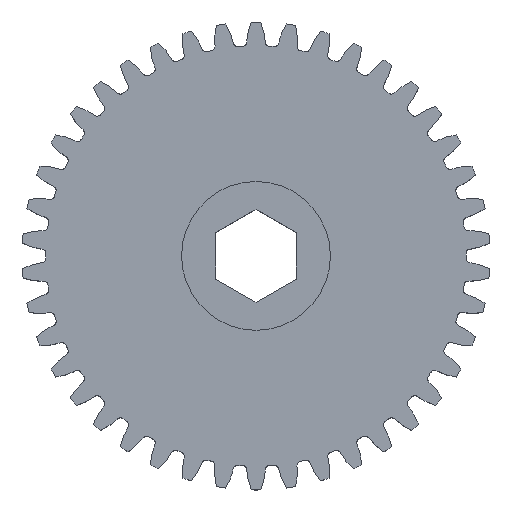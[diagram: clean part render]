
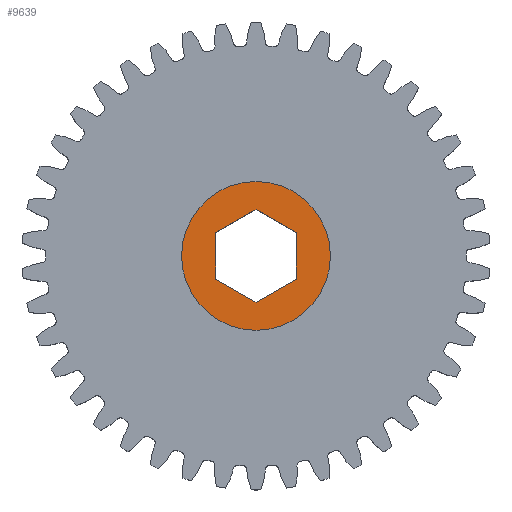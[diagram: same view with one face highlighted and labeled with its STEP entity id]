
A CAD part, top view. The second image highlights one B-rep face of the part: STEP entity #9639.
In plain terms, the highlighted planar face has unit normal (0, 0, 1).
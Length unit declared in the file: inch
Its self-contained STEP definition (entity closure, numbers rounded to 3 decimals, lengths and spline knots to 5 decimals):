
#21 = AXIS2_PLACEMENT_3D ( 'NONE', #10041, #2063, #11334 ) ;
#124 = VERTEX_POINT ( 'NONE', #13032 ) ;
#171 = DIRECTION ( 'NONE',  ( -0.866, 0.5, 0. ) ) ;
#222 = VERTEX_POINT ( 'NONE', #10470 ) ;
#346 = AXIS2_PLACEMENT_3D ( 'NONE', #5900, #3220, #1991 ) ;
#451 = CARTESIAN_POINT ( 'NONE',  ( 0., -0.21824, 0.249 ) ) ;
#557 = VERTEX_POINT ( 'NONE', #4707 ) ;
#1580 = CARTESIAN_POINT ( 'NONE',  ( -0.189, -0.10912, 0.249 ) ) ;
#1720 = CARTESIAN_POINT ( 'NONE',  ( 0.189, 0.10912, 0.249 ) ) ;
#1829 = VERTEX_POINT ( 'NONE', #10394 ) ;
#1991 = DIRECTION ( 'NONE',  ( 1., 0., 0. ) ) ;
#2063 = DIRECTION ( 'NONE',  ( 0., 0., 1. ) ) ;
#2253 = VECTOR ( 'NONE', #12127, 39.37008 ) ;
#2317 = EDGE_CURVE ( 'NONE', #557, #124, #12511, .T. ) ;
#2875 = VERTEX_POINT ( 'NONE', #451 ) ;
#2922 = CARTESIAN_POINT ( 'NONE',  ( 0.189, 0.10912, 0.249 ) ) ;
#2951 = CARTESIAN_POINT ( 'NONE',  ( -0.35, 0., 0.249 ) ) ;
#3220 = DIRECTION ( 'NONE',  ( 0., 0., 1. ) ) ;
#4567 = ORIENTED_EDGE ( 'NONE', *, *, #15095, .T. ) ;
#4676 = EDGE_CURVE ( 'NONE', #124, #11921, #6978, .T. ) ;
#4707 = CARTESIAN_POINT ( 'NONE',  ( -0.189, 0.10912, 0.249 ) ) ;
#4722 = VERTEX_POINT ( 'NONE', #16660 ) ;
#4933 = EDGE_CURVE ( 'NONE', #4722, #13128, #16362, .T. ) ;
#5116 = ORIENTED_EDGE ( 'NONE', *, *, #15390, .T. ) ;
#5128 = CARTESIAN_POINT ( 'NONE',  ( 0., 0.21824, 0.249 ) ) ;
#5153 = DIRECTION ( 'NONE',  ( -0.866, -0.5, 0. ) ) ;
#5361 = DIRECTION ( 'NONE',  ( 0.866, 0.5, 0. ) ) ;
#5396 = VECTOR ( 'NONE', #9568, 39.37008 ) ;
#5426 = CARTESIAN_POINT ( 'NONE',  ( 0.189, -0.10912, 0.249 ) ) ;
#5452 = ORIENTED_EDGE ( 'NONE', *, *, #2317, .T. ) ;
#5590 = ORIENTED_EDGE ( 'NONE', *, *, #4933, .T. ) ;
#5900 = CARTESIAN_POINT ( 'NONE',  ( 0., 0., 0.249 ) ) ;
#5959 = PLANE ( 'NONE',  #346 ) ;
#6214 = LINE ( 'NONE', #1580, #5396 ) ;
#6478 = CARTESIAN_POINT ( 'NONE',  ( -0.189, 0.10912, 0.249 ) ) ;
#6532 = VECTOR ( 'NONE', #5153, 39.37008 ) ;
#6978 = LINE ( 'NONE', #5128, #13881 ) ;
#7277 = CARTESIAN_POINT ( 'NONE',  ( 0., 0., 0.249 ) ) ;
#8632 = DIRECTION ( 'NONE',  ( 1., 0., 0. ) ) ;
#9052 = FACE_OUTER_BOUND ( 'NONE', #10790, .T. ) ;
#9387 = ORIENTED_EDGE ( 'NONE', *, *, #13307, .T. ) ;
#9504 = CARTESIAN_POINT ( 'NONE',  ( 0., -0.21824, 0.249 ) ) ;
#9568 = DIRECTION ( 'NONE',  ( 0., 1., 0. ) ) ;
#9639 = ADVANCED_FACE ( 'NONE', ( #12438, #9052 ), #5959, .T. ) ;
#10041 = CARTESIAN_POINT ( 'NONE',  ( 0., 0., 0.249 ) ) ;
#10141 = VECTOR ( 'NONE', #5361, 39.37008 ) ;
#10173 = ORIENTED_EDGE ( 'NONE', *, *, #4676, .T. ) ;
#10394 = CARTESIAN_POINT ( 'NONE',  ( 0.189, -0.10912, 0.249 ) ) ;
#10470 = CARTESIAN_POINT ( 'NONE',  ( -0.189, -0.10912, 0.249 ) ) ;
#10735 = ORIENTED_EDGE ( 'NONE', *, *, #15184, .T. ) ;
#10790 = EDGE_LOOP ( 'NONE', ( #9387, #5590 ) ) ;
#10804 = EDGE_CURVE ( 'NONE', #1829, #2875, #13435, .T. ) ;
#11334 = DIRECTION ( 'NONE',  ( 1., 0., 0. ) ) ;
#11665 = CIRCLE ( 'NONE', #21, 0.35 ) ;
#11921 = VERTEX_POINT ( 'NONE', #1720 ) ;
#12127 = DIRECTION ( 'NONE',  ( 0., -1., 0. ) ) ;
#12338 = LINE ( 'NONE', #2922, #2253 ) ;
#12438 = FACE_BOUND ( 'NONE', #12848, .T. ) ;
#12511 = LINE ( 'NONE', #6478, #10141 ) ;
#12556 = ORIENTED_EDGE ( 'NONE', *, *, #10804, .T. ) ;
#12848 = EDGE_LOOP ( 'NONE', ( #12556, #4567, #5116, #5452, #10173, #10735 ) ) ;
#13032 = CARTESIAN_POINT ( 'NONE',  ( 0., 0.21824, 0.249 ) ) ;
#13128 = VERTEX_POINT ( 'NONE', #2951 ) ;
#13131 = VECTOR ( 'NONE', #171, 39.37008 ) ;
#13307 = EDGE_CURVE ( 'NONE', #13128, #4722, #11665, .T. ) ;
#13435 = LINE ( 'NONE', #5426, #6532 ) ;
#13537 = LINE ( 'NONE', #9504, #13131 ) ;
#13881 = VECTOR ( 'NONE', #14218, 39.37008 ) ;
#14218 = DIRECTION ( 'NONE',  ( 0.866, -0.5, 0. ) ) ;
#15095 = EDGE_CURVE ( 'NONE', #2875, #222, #13537, .T. ) ;
#15184 = EDGE_CURVE ( 'NONE', #11921, #1829, #12338, .T. ) ;
#15390 = EDGE_CURVE ( 'NONE', #222, #557, #6214, .T. ) ;
#16201 = AXIS2_PLACEMENT_3D ( 'NONE', #7277, #16203, #8632 ) ;
#16203 = DIRECTION ( 'NONE',  ( 0., 0., 1. ) ) ;
#16362 = CIRCLE ( 'NONE', #16201, 0.35 ) ;
#16660 = CARTESIAN_POINT ( 'NONE',  ( 0.35, 0., 0.249 ) ) ;
